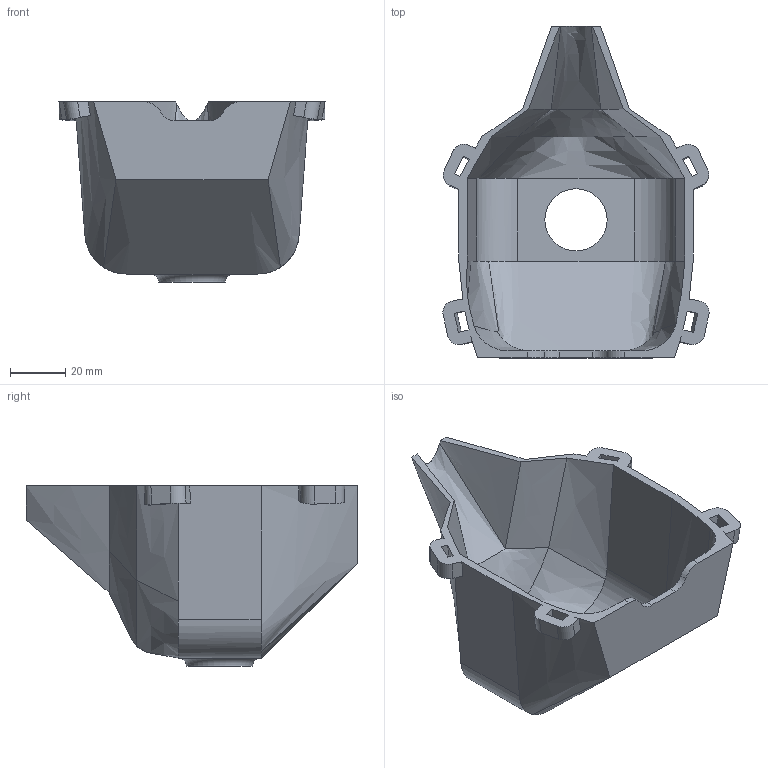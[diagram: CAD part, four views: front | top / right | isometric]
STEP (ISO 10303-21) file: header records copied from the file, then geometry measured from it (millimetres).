
FILE_DESCRIPTION(/* description */ (''),/* implementation_level */ '2;1');
FILE_NAME(/* name */ 'MascarillaInyecciónManu.step',/* time_stamp */ '2020-03-27T13:06:45+01:00',/* author */ (''),/* organization */ (''),/* preprocessor_version */ 'ST-DEVELOPER v18',/* originating_system */ 'Autodesk Translation Framework v8.12.0.6',/* authorisation */ '');
FILE_SCHEMA (('AUTOMOTIVE_DESIGN { 1 0 10303 214 3 1 1 }'));
Length unit declared in the file: millimetre
Products named in the file (3): MascarillaInyección; Mascarilla; EngancheGoma
Assembly tree (2 placements, depth 2):
  MascarillaInyección
    Mascarilla
    EngancheGoma
Bounding box: 96.26 x 120 x 65.31 mm (x, y, z)
Volume: 64604.5 mm3; surface area: 42918.9 mm2
Topology: 1 solids, 1 shells, 99 faces, 302 edges, 201 vertices
Faces by surface type: plane 52, bspline 28, cylinder 18, torus 1
Full cylindrical faces by diameter (mm): 22.5 x1
Entity records: 4789 total; most frequent: CARTESIAN_POINT 2162, ORIENTED_EDGE 604, DIRECTION 432, EDGE_CURVE 302, VERTEX_POINT 201, LINE 188, VECTOR 188, AXIS2_PLACEMENT_3D 122
